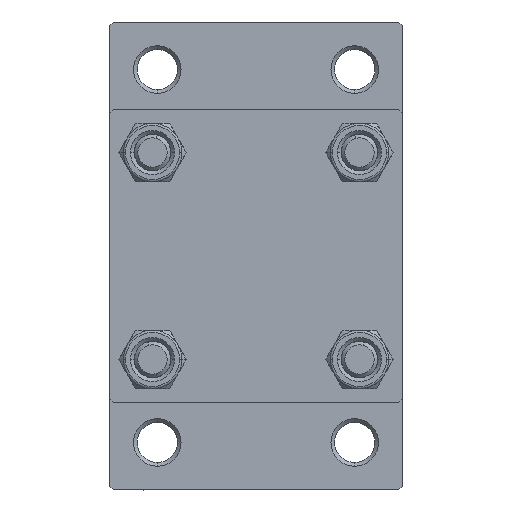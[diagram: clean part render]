
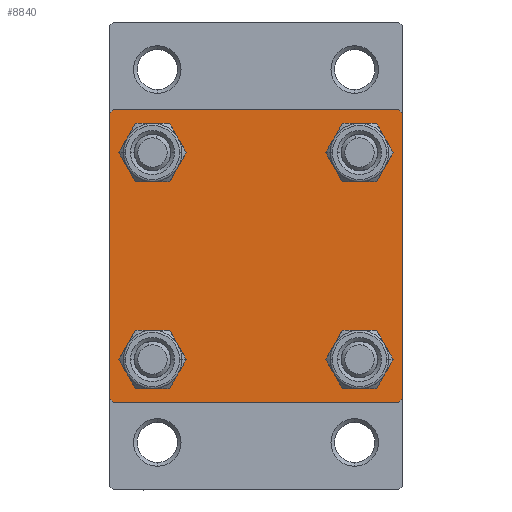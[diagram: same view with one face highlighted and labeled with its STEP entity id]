
A CAD part, left-side view. The second image highlights one B-rep face of the part: STEP entity #8840.
In plain terms, the highlighted planar face has unit normal (-1, 0, 0).
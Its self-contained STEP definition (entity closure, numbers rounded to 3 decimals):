
#511 = VERTEX_POINT ( 'NONE', #6818 ) ;
#730 = CARTESIAN_POINT ( 'NONE',  ( 0., -14.15, 11.15 ) ) ;
#888 = ORIENTED_EDGE ( 'NONE', *, *, #17156, .T. ) ;
#1318 = CARTESIAN_POINT ( 'NONE',  ( 0., -14.15, 14.15 ) ) ;
#2268 = VECTOR ( 'NONE', #17998, 1000. ) ;
#2814 = ORIENTED_EDGE ( 'NONE', *, *, #5955, .F. ) ;
#2892 = CARTESIAN_POINT ( 'NONE',  ( 0., 19.5, 20. ) ) ;
#3009 = ORIENTED_EDGE ( 'NONE', *, *, #11869, .T. ) ;
#3014 = DIRECTION ( 'NONE',  ( 0., 0., 1. ) ) ;
#3409 = VERTEX_POINT ( 'NONE', #25951 ) ;
#4674 = LINE ( 'NONE', #27532, #9811 ) ;
#4841 = CARTESIAN_POINT ( 'NONE',  ( 0., -20., 20. ) ) ;
#4938 = DIRECTION ( 'NONE',  ( 0., 0., 1. ) ) ;
#5103 = AXIS2_PLACEMENT_3D ( 'NONE', #21938, #20326, #36377 ) ;
#5358 = DIRECTION ( 'NONE',  ( 1., 0., 0. ) ) ;
#5387 = VECTOR ( 'NONE', #22653, 1000. ) ;
#5819 = ORIENTED_EDGE ( 'NONE', *, *, #35656, .T. ) ;
#5917 = ORIENTED_EDGE ( 'NONE', *, *, #39102, .T. ) ;
#5955 = EDGE_CURVE ( 'NONE', #29636, #19596, #26749, .T. ) ;
#6184 = DIRECTION ( 'NONE',  ( 1., 0., 0. ) ) ;
#6203 = DIRECTION ( 'NONE',  ( 0., 0., 1. ) ) ;
#6678 = LINE ( 'NONE', #10067, #22045 ) ;
#6730 = LINE ( 'NONE', #25498, #47161 ) ;
#6818 = CARTESIAN_POINT ( 'NONE',  ( 0., 20., 19.5 ) ) ;
#7503 = ORIENTED_EDGE ( 'NONE', *, *, #24009, .T. ) ;
#7787 = LINE ( 'NONE', #28970, #18610 ) ;
#8840 = ADVANCED_FACE ( 'NONE', ( #33210, #32971, #25527, #40886, #14215 ), #26233, .T. ) ;
#9400 = CARTESIAN_POINT ( 'NONE',  ( 0., -19.5, 20. ) ) ;
#9573 = EDGE_LOOP ( 'NONE', ( #13479, #16973 ) ) ;
#9811 = VECTOR ( 'NONE', #31362, 1000. ) ;
#10067 = CARTESIAN_POINT ( 'NONE',  ( 0., 19.75, -19.75 ) ) ;
#10510 = EDGE_CURVE ( 'NONE', #511, #35777, #39569, .T. ) ;
#10562 = CIRCLE ( 'NONE', #18231, 3. ) ;
#10572 = CARTESIAN_POINT ( 'NONE',  ( 0., 20., -20. ) ) ;
#11090 = DIRECTION ( 'NONE',  ( 0., 0., 1. ) ) ;
#11108 = CARTESIAN_POINT ( 'NONE',  ( 0., -14.15, -14.15 ) ) ;
#11368 = EDGE_LOOP ( 'NONE', ( #40144, #26861, #7503, #39123, #2814, #3009, #14158, #5917 ) ) ;
#11528 = CIRCLE ( 'NONE', #18474, 3. ) ;
#11869 = EDGE_CURVE ( 'NONE', #29636, #25667, #4674, .T. ) ;
#12007 = CIRCLE ( 'NONE', #5103, 3. ) ;
#12785 = AXIS2_PLACEMENT_3D ( 'NONE', #43558, #40189, #11090 ) ;
#13067 = ORIENTED_EDGE ( 'NONE', *, *, #30628, .T. ) ;
#13185 = CARTESIAN_POINT ( 'NONE',  ( 0., 14.15, -17.15 ) ) ;
#13479 = ORIENTED_EDGE ( 'NONE', *, *, #17241, .T. ) ;
#13766 = CARTESIAN_POINT ( 'NONE',  ( 0., -14.15, 17.15 ) ) ;
#14158 = ORIENTED_EDGE ( 'NONE', *, *, #34132, .F. ) ;
#14215 = FACE_OUTER_BOUND ( 'NONE', #11368, .T. ) ;
#14331 = CIRCLE ( 'NONE', #46583, 3. ) ;
#14790 = DIRECTION ( 'NONE',  ( 1., 0., 0. ) ) ;
#15176 = CARTESIAN_POINT ( 'NONE',  ( 0., 19.5, -20. ) ) ;
#15537 = AXIS2_PLACEMENT_3D ( 'NONE', #11108, #30096, #29856 ) ;
#16460 = VERTEX_POINT ( 'NONE', #13766 ) ;
#16831 = EDGE_LOOP ( 'NONE', ( #5819, #32053 ) ) ;
#16973 = ORIENTED_EDGE ( 'NONE', *, *, #30747, .T. ) ;
#17082 = CIRCLE ( 'NONE', #15537, 3. ) ;
#17127 = CARTESIAN_POINT ( 'NONE',  ( 0., 14.15, 14.15 ) ) ;
#17156 = EDGE_CURVE ( 'NONE', #20222, #3409, #14331, .T. ) ;
#17241 = EDGE_CURVE ( 'NONE', #16460, #41999, #12007, .T. ) ;
#17683 = CARTESIAN_POINT ( 'NONE',  ( 0., 14.15, -14.15 ) ) ;
#17998 = DIRECTION ( 'NONE',  ( 0., -1., 0. ) ) ;
#18022 = EDGE_CURVE ( 'NONE', #35777, #31992, #6678, .T. ) ;
#18231 = AXIS2_PLACEMENT_3D ( 'NONE', #17683, #14790, #3014 ) ;
#18354 = CARTESIAN_POINT ( 'NONE',  ( 0., -14.15, -17.15 ) ) ;
#18474 = AXIS2_PLACEMENT_3D ( 'NONE', #23806, #6184, #42979 ) ;
#18610 = VECTOR ( 'NONE', #33502, 1000. ) ;
#18991 = EDGE_CURVE ( 'NONE', #26596, #46304, #10562, .T. ) ;
#19596 = VERTEX_POINT ( 'NONE', #47370 ) ;
#19836 = DIRECTION ( 'NONE',  ( 1., 0., 0. ) ) ;
#20222 = VERTEX_POINT ( 'NONE', #37100 ) ;
#20326 = DIRECTION ( 'NONE',  ( 1., 0., 0. ) ) ;
#20386 = DIRECTION ( 'NONE',  ( 1., 0., 0. ) ) ;
#21938 = CARTESIAN_POINT ( 'NONE',  ( 0., -14.15, 14.15 ) ) ;
#22045 = VECTOR ( 'NONE', #24726, 1000. ) ;
#22653 = DIRECTION ( 'NONE',  ( 0., 0., -1. ) ) ;
#22960 = CIRCLE ( 'NONE', #28369, 3. ) ;
#23232 = CARTESIAN_POINT ( 'NONE',  ( 0., 14.15, 14.15 ) ) ;
#23806 = CARTESIAN_POINT ( 'NONE',  ( 0., 14.15, -14.15 ) ) ;
#23865 = AXIS2_PLACEMENT_3D ( 'NONE', #1318, #19836, #45340 ) ;
#24009 = EDGE_CURVE ( 'NONE', #31992, #44140, #24987, .T. ) ;
#24726 = DIRECTION ( 'NONE',  ( 0., -0.707, -0.707 ) ) ;
#24987 = LINE ( 'NONE', #10572, #2268 ) ;
#25498 = CARTESIAN_POINT ( 'NONE',  ( 0., 19.75, 19.75 ) ) ;
#25527 = FACE_BOUND ( 'NONE', #26433, .T. ) ;
#25630 = DIRECTION ( 'NONE',  ( 0., 0., -1. ) ) ;
#25667 = VERTEX_POINT ( 'NONE', #9400 ) ;
#25951 = CARTESIAN_POINT ( 'NONE',  ( 0., 14.15, 11.15 ) ) ;
#25968 = DIRECTION ( 'NONE',  ( 0., 0.707, -0.707 ) ) ;
#26233 = PLANE ( 'NONE',  #12785 ) ;
#26433 = EDGE_LOOP ( 'NONE', ( #13067, #35690 ) ) ;
#26596 = VERTEX_POINT ( 'NONE', #13185 ) ;
#26749 = LINE ( 'NONE', #4841, #5387 ) ;
#26861 = ORIENTED_EDGE ( 'NONE', *, *, #18022, .T. ) ;
#27357 = EDGE_CURVE ( 'NONE', #29064, #46173, #22960, .T. ) ;
#27532 = CARTESIAN_POINT ( 'NONE',  ( 0., -19.75, 19.75 ) ) ;
#28369 = AXIS2_PLACEMENT_3D ( 'NONE', #38674, #20386, #6203 ) ;
#28970 = CARTESIAN_POINT ( 'NONE',  ( 0., 20., 20. ) ) ;
#29064 = VERTEX_POINT ( 'NONE', #18354 ) ;
#29636 = VERTEX_POINT ( 'NONE', #43202 ) ;
#29856 = DIRECTION ( 'NONE',  ( 0., 0., 1. ) ) ;
#30096 = DIRECTION ( 'NONE',  ( 1., 0., 0. ) ) ;
#30628 = EDGE_CURVE ( 'NONE', #46304, #26596, #11528, .T. ) ;
#30747 = EDGE_CURVE ( 'NONE', #41999, #16460, #44596, .T. ) ;
#31160 = DIRECTION ( 'NONE',  ( 1., 0., 0. ) ) ;
#31362 = DIRECTION ( 'NONE',  ( 0., 0.707, 0.707 ) ) ;
#31800 = EDGE_CURVE ( 'NONE', #3409, #20222, #35390, .T. ) ;
#31992 = VERTEX_POINT ( 'NONE', #15176 ) ;
#32053 = ORIENTED_EDGE ( 'NONE', *, *, #27357, .T. ) ;
#32971 = FACE_BOUND ( 'NONE', #16831, .T. ) ;
#33210 = FACE_BOUND ( 'NONE', #9573, .T. ) ;
#33502 = DIRECTION ( 'NONE',  ( 0., -1., 0. ) ) ;
#33717 = VECTOR ( 'NONE', #38668, 1000. ) ;
#34132 = EDGE_CURVE ( 'NONE', #40661, #25667, #7787, .T. ) ;
#34625 = CARTESIAN_POINT ( 'NONE',  ( 0., -14.15, -11.15 ) ) ;
#35041 = LINE ( 'NONE', #35284, #33717 ) ;
#35284 = CARTESIAN_POINT ( 'NONE',  ( 0., -19.75, -19.75 ) ) ;
#35321 = CARTESIAN_POINT ( 'NONE',  ( 0., 14.15, -11.15 ) ) ;
#35390 = CIRCLE ( 'NONE', #41541, 3. ) ;
#35656 = EDGE_CURVE ( 'NONE', #46173, #29064, #17082, .T. ) ;
#35690 = ORIENTED_EDGE ( 'NONE', *, *, #18991, .T. ) ;
#35777 = VERTEX_POINT ( 'NONE', #40903 ) ;
#36377 = DIRECTION ( 'NONE',  ( 0., 0., 1. ) ) ;
#37100 = CARTESIAN_POINT ( 'NONE',  ( 0., 14.15, 17.15 ) ) ;
#37368 = VECTOR ( 'NONE', #25630, 1000. ) ;
#38668 = DIRECTION ( 'NONE',  ( 0., -0.707, 0.707 ) ) ;
#38674 = CARTESIAN_POINT ( 'NONE',  ( 0., -14.15, -14.15 ) ) ;
#39102 = EDGE_CURVE ( 'NONE', #40661, #511, #6730, .T. ) ;
#39123 = ORIENTED_EDGE ( 'NONE', *, *, #44105, .T. ) ;
#39569 = LINE ( 'NONE', #43902, #37368 ) ;
#39821 = EDGE_LOOP ( 'NONE', ( #888, #46110 ) ) ;
#40144 = ORIENTED_EDGE ( 'NONE', *, *, #10510, .T. ) ;
#40189 = DIRECTION ( 'NONE',  ( -1., 0., 0. ) ) ;
#40661 = VERTEX_POINT ( 'NONE', #2892 ) ;
#40886 = FACE_BOUND ( 'NONE', #39821, .T. ) ;
#40903 = CARTESIAN_POINT ( 'NONE',  ( 0., 20., -19.5 ) ) ;
#41541 = AXIS2_PLACEMENT_3D ( 'NONE', #17127, #5358, #45988 ) ;
#41999 = VERTEX_POINT ( 'NONE', #730 ) ;
#42509 = CARTESIAN_POINT ( 'NONE',  ( 0., -19.5, -20. ) ) ;
#42979 = DIRECTION ( 'NONE',  ( 0., 0., 1. ) ) ;
#43202 = CARTESIAN_POINT ( 'NONE',  ( 0., -20., 19.5 ) ) ;
#43558 = CARTESIAN_POINT ( 'NONE',  ( 0., 0., 0. ) ) ;
#43902 = CARTESIAN_POINT ( 'NONE',  ( 0., 20., 20. ) ) ;
#44105 = EDGE_CURVE ( 'NONE', #44140, #19596, #35041, .T. ) ;
#44140 = VERTEX_POINT ( 'NONE', #42509 ) ;
#44596 = CIRCLE ( 'NONE', #23865, 3. ) ;
#45340 = DIRECTION ( 'NONE',  ( 0., 0., 1. ) ) ;
#45988 = DIRECTION ( 'NONE',  ( 0., 0., 1. ) ) ;
#46110 = ORIENTED_EDGE ( 'NONE', *, *, #31800, .T. ) ;
#46173 = VERTEX_POINT ( 'NONE', #34625 ) ;
#46304 = VERTEX_POINT ( 'NONE', #35321 ) ;
#46583 = AXIS2_PLACEMENT_3D ( 'NONE', #23232, #31160, #4938 ) ;
#47161 = VECTOR ( 'NONE', #25968, 1000. ) ;
#47370 = CARTESIAN_POINT ( 'NONE',  ( 0., -20., -19.5 ) ) ;
